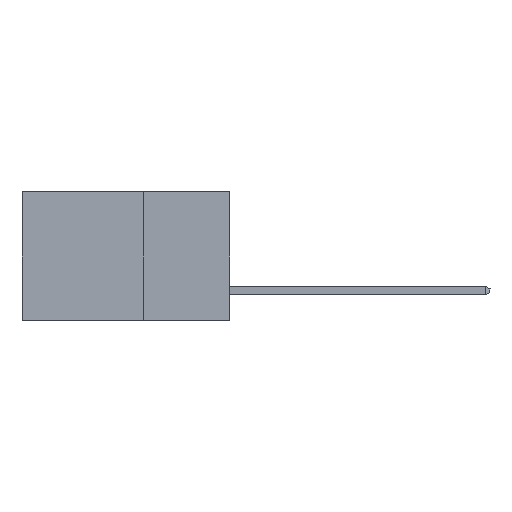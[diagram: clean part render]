
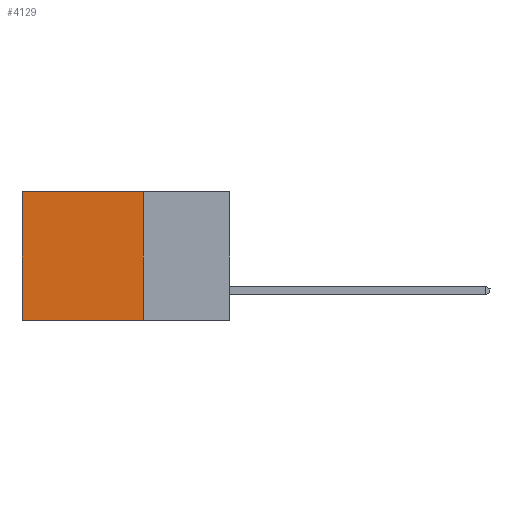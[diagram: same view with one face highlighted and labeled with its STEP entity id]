
A CAD part, left-side view. The second image highlights one B-rep face of the part: STEP entity #4129.
In plain terms, the highlighted planar face has unit normal (-1, 0, 0).
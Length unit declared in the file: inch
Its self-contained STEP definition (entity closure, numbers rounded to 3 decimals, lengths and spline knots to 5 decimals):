
#2408 = CARTESIAN_POINT ( 'NONE',  ( 0.2615, 0.25, -0.37 ) ) ;
#2409 = LINE ( 'NONE', #16769, #3126 ) ;
#2472 = VECTOR ( 'NONE', #8813, 39.37008 ) ;
#3126 = VECTOR ( 'NONE', #11396, 39.37008 ) ;
#4129 = ADVANCED_FACE ( 'NONE', ( #5151 ), #21527, .F. ) ;
#4212 = LINE ( 'NONE', #7999, #16882 ) ;
#4326 = CARTESIAN_POINT ( 'NONE',  ( 0.2615, 0.25, -0.37 ) ) ;
#5056 = LINE ( 'NONE', #19880, #2472 ) ;
#5151 = FACE_OUTER_BOUND ( 'NONE', #15590, .T. ) ;
#6148 = EDGE_CURVE ( 'NONE', #22602, #17577, #5056, .T. ) ;
#6638 = CARTESIAN_POINT ( 'NONE',  ( 0.2615, 0.25, 0. ) ) ;
#7999 = CARTESIAN_POINT ( 'NONE',  ( 0.2615, 0.25, 0. ) ) ;
#8434 = ORIENTED_EDGE ( 'NONE', *, *, #6148, .F. ) ;
#8813 = DIRECTION ( 'NONE',  ( 0., 1., 0. ) ) ;
#9144 = ORIENTED_EDGE ( 'NONE', *, *, #12061, .F. ) ;
#9766 = AXIS2_PLACEMENT_3D ( 'NONE', #21901, #21402, #17777 ) ;
#11396 = DIRECTION ( 'NONE',  ( 0., 0., -1. ) ) ;
#11605 = DIRECTION ( 'NONE',  ( 0., 0., -1. ) ) ;
#12061 = EDGE_CURVE ( 'NONE', #18811, #22602, #22938, .T. ) ;
#14118 = ORIENTED_EDGE ( 'NONE', *, *, #16229, .T. ) ;
#15590 = EDGE_LOOP ( 'NONE', ( #14118, #8434, #9144, #23533 ) ) ;
#16229 = EDGE_CURVE ( 'NONE', #21753, #17577, #2409, .T. ) ;
#16769 = CARTESIAN_POINT ( 'NONE',  ( 0.2615, 0.6, -0.37 ) ) ;
#16882 = VECTOR ( 'NONE', #18791, 39.37008 ) ;
#17577 = VERTEX_POINT ( 'NONE', #17784 ) ;
#17777 = DIRECTION ( 'NONE',  ( 0., 0., -1. ) ) ;
#17784 = CARTESIAN_POINT ( 'NONE',  ( 0.2615, 0.6, -0.37 ) ) ;
#18791 = DIRECTION ( 'NONE',  ( 0., 1., 0. ) ) ;
#18811 = VERTEX_POINT ( 'NONE', #6638 ) ;
#19752 = CARTESIAN_POINT ( 'NONE',  ( 0.2615, 0.6, 0. ) ) ;
#19880 = CARTESIAN_POINT ( 'NONE',  ( 0.2615, 0.25, -0.37 ) ) ;
#20028 = EDGE_CURVE ( 'NONE', #18811, #21753, #4212, .T. ) ;
#21402 = DIRECTION ( 'NONE',  ( 1., 0., 0. ) ) ;
#21527 = PLANE ( 'NONE',  #9766 ) ;
#21642 = VECTOR ( 'NONE', #11605, 39.37008 ) ;
#21753 = VERTEX_POINT ( 'NONE', #19752 ) ;
#21901 = CARTESIAN_POINT ( 'NONE',  ( 0.2615, 0.25, -0.37 ) ) ;
#22602 = VERTEX_POINT ( 'NONE', #2408 ) ;
#22938 = LINE ( 'NONE', #4326, #21642 ) ;
#23533 = ORIENTED_EDGE ( 'NONE', *, *, #20028, .T. ) ;
